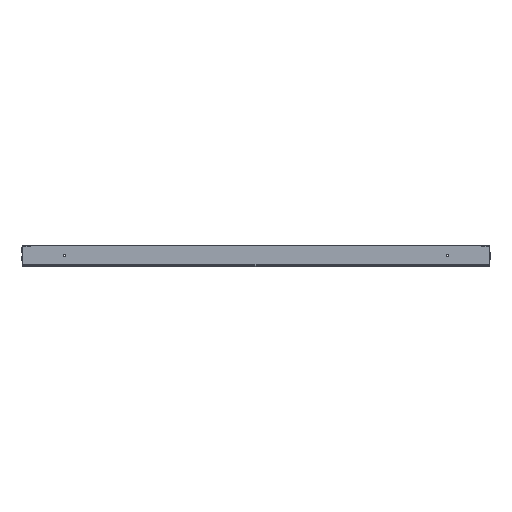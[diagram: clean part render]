
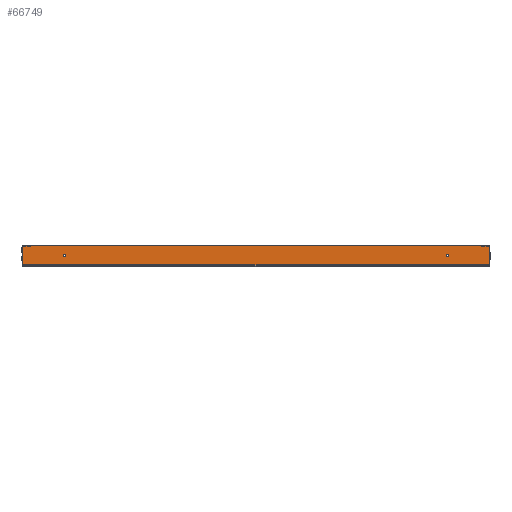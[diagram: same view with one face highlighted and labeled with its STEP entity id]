
A CAD part, front view. The second image highlights one B-rep face of the part: STEP entity #66749.
In plain terms, the highlighted planar face has unit normal (0, -1, 0).
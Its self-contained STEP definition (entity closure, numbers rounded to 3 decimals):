
#460 = CARTESIAN_POINT ( 'NONE',  ( 450., -900., 24. ) ) ;
#859 = DIRECTION ( 'NONE',  ( 0., 0., 1. ) ) ;
#953 = DIRECTION ( 'NONE',  ( 0., 0., 1. ) ) ;
#3023 = ORIENTED_EDGE ( 'NONE', *, *, #42826, .F. ) ;
#3560 = EDGE_CURVE ( 'NONE', #45010, #72503, #28465, .T. ) ;
#3836 = ORIENTED_EDGE ( 'NONE', *, *, #26404, .T. ) ;
#3954 = EDGE_CURVE ( 'NONE', #38757, #17521, #53658, .T. ) ;
#3988 = CARTESIAN_POINT ( 'NONE',  ( -550., -900., 2. ) ) ;
#4640 = LINE ( 'NONE', #64740, #70115 ) ;
#5182 = CARTESIAN_POINT ( 'NONE',  ( -547.929, -900., 0. ) ) ;
#8930 = CARTESIAN_POINT ( 'NONE',  ( -546.929, -900., 48. ) ) ;
#8981 = VERTEX_POINT ( 'NONE', #18922 ) ;
#10912 = DIRECTION ( 'NONE',  ( 0., -1., 0. ) ) ;
#11554 = CARTESIAN_POINT ( 'NONE',  ( -450., -900., 21. ) ) ;
#14868 = CIRCLE ( 'NONE', #74180, 1. ) ;
#16244 = LINE ( 'NONE', #3988, #54747 ) ;
#16286 = EDGE_CURVE ( 'NONE', #72503, #68968, #4640, .T. ) ;
#16648 = CARTESIAN_POINT ( 'NONE',  ( 546.929, -900., 48. ) ) ;
#17521 = VERTEX_POINT ( 'NONE', #77302 ) ;
#18756 = DIRECTION ( 'NONE',  ( 0., -1., 0. ) ) ;
#18922 = CARTESIAN_POINT ( 'NONE',  ( 547.929, -900., 2. ) ) ;
#19565 = AXIS2_PLACEMENT_3D ( 'NONE', #460, #24596, #859 ) ;
#20988 = DIRECTION ( 'NONE',  ( -1., 0., 0. ) ) ;
#23852 = DIRECTION ( 'NONE',  ( 0., 1., 0. ) ) ;
#24596 = DIRECTION ( 'NONE',  ( 0., 1., 0. ) ) ;
#26404 = EDGE_CURVE ( 'NONE', #71639, #28137, #28063, .T. ) ;
#26491 = CARTESIAN_POINT ( 'NONE',  ( -450., -900., 27. ) ) ;
#27263 = VERTEX_POINT ( 'NONE', #74646 ) ;
#27529 = CIRCLE ( 'NONE', #40091, 3. ) ;
#27653 = CARTESIAN_POINT ( 'NONE',  ( -547.929, -900., 2. ) ) ;
#27864 = CARTESIAN_POINT ( 'NONE',  ( -450., -900., 24. ) ) ;
#27982 = CARTESIAN_POINT ( 'NONE',  ( -450., -900., 24. ) ) ;
#28063 = CIRCLE ( 'NONE', #60885, 3. ) ;
#28137 = VERTEX_POINT ( 'NONE', #11554 ) ;
#28465 = CIRCLE ( 'NONE', #68854, 1. ) ;
#28564 = DIRECTION ( 'NONE',  ( 0., 0., 1. ) ) ;
#28812 = FACE_BOUND ( 'NONE', #39363, .T. ) ;
#30318 = DIRECTION ( 'NONE',  ( -1., 0., 0. ) ) ;
#31357 = CARTESIAN_POINT ( 'NONE',  ( 450., -900., 24. ) ) ;
#33446 = ORIENTED_EDGE ( 'NONE', *, *, #3560, .T. ) ;
#34326 = FACE_BOUND ( 'NONE', #69082, .T. ) ;
#35098 = PLANE ( 'NONE',  #57313 ) ;
#35364 = ORIENTED_EDGE ( 'NONE', *, *, #49040, .T. ) ;
#36186 = AXIS2_PLACEMENT_3D ( 'NONE', #31357, #23852, #72071 ) ;
#36967 = ORIENTED_EDGE ( 'NONE', *, *, #54573, .T. ) ;
#37108 = DIRECTION ( 'NONE',  ( 0., 0., 1. ) ) ;
#38757 = VERTEX_POINT ( 'NONE', #78042 ) ;
#39348 = EDGE_LOOP ( 'NONE', ( #47483, #35364, #3023, #59875, #36967, #33446 ) ) ;
#39363 = EDGE_LOOP ( 'NONE', ( #78185, #49205 ) ) ;
#40091 = AXIS2_PLACEMENT_3D ( 'NONE', #27864, #65397, #72467 ) ;
#40206 = VECTOR ( 'NONE', #37108, 1000. ) ;
#42826 = EDGE_CURVE ( 'NONE', #60401, #27263, #59357, .T. ) ;
#43042 = LINE ( 'NONE', #73883, #40206 ) ;
#45010 = VERTEX_POINT ( 'NONE', #66598 ) ;
#45373 = DIRECTION ( 'NONE',  ( 0., 1., 0. ) ) ;
#45606 = EDGE_CURVE ( 'NONE', #17521, #38757, #50086, .T. ) ;
#47483 = ORIENTED_EDGE ( 'NONE', *, *, #16286, .T. ) ;
#49040 = EDGE_CURVE ( 'NONE', #68968, #27263, #14868, .T. ) ;
#49205 = ORIENTED_EDGE ( 'NONE', *, *, #45606, .T. ) ;
#50086 = CIRCLE ( 'NONE', #36186, 3. ) ;
#53274 = CARTESIAN_POINT ( 'NONE',  ( 0., -900., 0. ) ) ;
#53579 = CARTESIAN_POINT ( 'NONE',  ( -546.929, -900., 47. ) ) ;
#53658 = CIRCLE ( 'NONE', #19565, 3. ) ;
#54573 = EDGE_CURVE ( 'NONE', #8981, #45010, #43042, .T. ) ;
#54747 = VECTOR ( 'NONE', #20988, 1000. ) ;
#55120 = CARTESIAN_POINT ( 'NONE',  ( 546.929, -900., 47. ) ) ;
#57313 = AXIS2_PLACEMENT_3D ( 'NONE', #53274, #64769, #71075 ) ;
#58448 = FACE_OUTER_BOUND ( 'NONE', #39348, .T. ) ;
#59357 = LINE ( 'NONE', #5182, #73947 ) ;
#59875 = ORIENTED_EDGE ( 'NONE', *, *, #66265, .F. ) ;
#60401 = VERTEX_POINT ( 'NONE', #27653 ) ;
#60885 = AXIS2_PLACEMENT_3D ( 'NONE', #27982, #45373, #69104 ) ;
#64571 = ORIENTED_EDGE ( 'NONE', *, *, #73590, .T. ) ;
#64740 = CARTESIAN_POINT ( 'NONE',  ( 0., -900., 48. ) ) ;
#64769 = DIRECTION ( 'NONE',  ( 0., 1., 0. ) ) ;
#65397 = DIRECTION ( 'NONE',  ( 0., 1., 0. ) ) ;
#66265 = EDGE_CURVE ( 'NONE', #8981, #60401, #16244, .T. ) ;
#66598 = CARTESIAN_POINT ( 'NONE',  ( 547.929, -900., 47. ) ) ;
#66749 = ADVANCED_FACE ( 'NONE', ( #34326, #28812, #58448 ), #35098, .F. ) ;
#68854 = AXIS2_PLACEMENT_3D ( 'NONE', #55120, #18756, #953 ) ;
#68968 = VERTEX_POINT ( 'NONE', #8930 ) ;
#69082 = EDGE_LOOP ( 'NONE', ( #3836, #64571 ) ) ;
#69104 = DIRECTION ( 'NONE',  ( 0., 0., 1. ) ) ;
#70115 = VECTOR ( 'NONE', #30318, 1000. ) ;
#71075 = DIRECTION ( 'NONE',  ( 0., 0., 1. ) ) ;
#71639 = VERTEX_POINT ( 'NONE', #26491 ) ;
#72071 = DIRECTION ( 'NONE',  ( 0., 0., 1. ) ) ;
#72142 = DIRECTION ( 'NONE',  ( 0., 0., 1. ) ) ;
#72467 = DIRECTION ( 'NONE',  ( 0., 0., 1. ) ) ;
#72503 = VERTEX_POINT ( 'NONE', #16648 ) ;
#73590 = EDGE_CURVE ( 'NONE', #28137, #71639, #27529, .T. ) ;
#73883 = CARTESIAN_POINT ( 'NONE',  ( 547.929, -900., 0. ) ) ;
#73947 = VECTOR ( 'NONE', #28564, 1000. ) ;
#74180 = AXIS2_PLACEMENT_3D ( 'NONE', #53579, #10912, #72142 ) ;
#74646 = CARTESIAN_POINT ( 'NONE',  ( -547.929, -900., 47. ) ) ;
#77302 = CARTESIAN_POINT ( 'NONE',  ( 450., -900., 21. ) ) ;
#78042 = CARTESIAN_POINT ( 'NONE',  ( 450., -900., 27. ) ) ;
#78185 = ORIENTED_EDGE ( 'NONE', *, *, #3954, .T. ) ;
